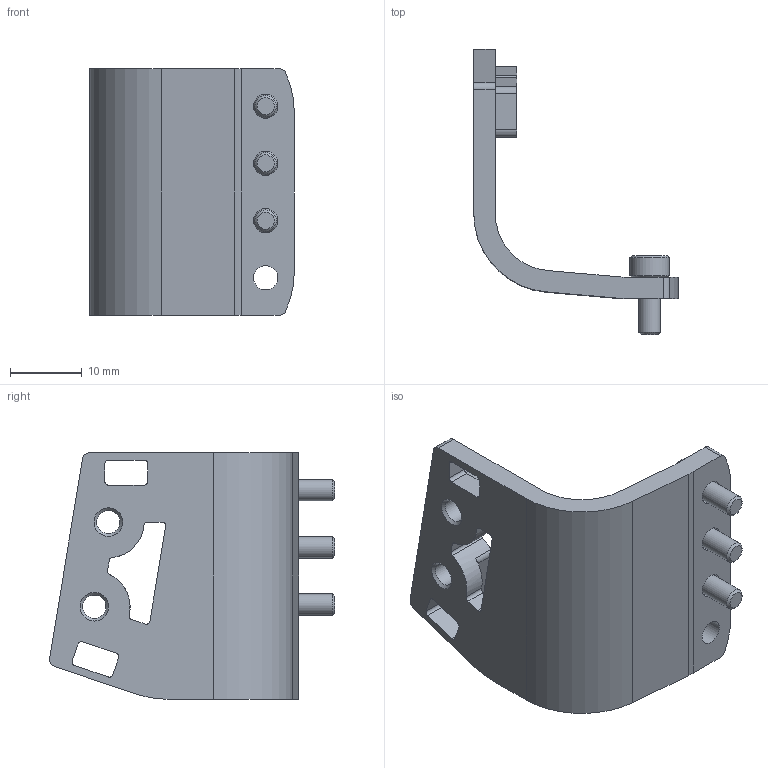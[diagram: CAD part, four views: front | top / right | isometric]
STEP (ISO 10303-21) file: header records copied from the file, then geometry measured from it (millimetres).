
FILE_DESCRIPTION(/* description */ ('STEP AP214'),/* implementation_level */ '2;1');
FILE_NAME(/* name */ '3899099_DHAS-MA-B6-80',/* time_stamp */ '2024-08-19T11:47:05+02:00',/* author */ ('License CC BY-ND 4.0'),/* organization */ ('CADENAS'),/* preprocessor_version */ 'ST-DEVELOPER v19.3',/* originating_system */ 'PARTsolutions',/* authorisation */ ' ');
FILE_SCHEMA (('AUTOMOTIVE_DESIGN {1 0 10303 214 3 1 1}'));
Length unit declared in the file: millimetre
Products named in the file (3): 3899099 DHAS-MA-B6-80; 3899099 DHAS-MA-B6-80---(winkel); ISO-4762 M3x8
Assembly tree (4 placements, depth 2):
  3899099 DHAS-MA-B6-80
    3899099 DHAS-MA-B6-80---(winkel)
    ISO-4762 M3x8  x3
Bounding box: 28.6 x 39.87 x 34.5 mm (x, y, z)
Volume: 5650.1 mm3; surface area: 4970.7 mm2
Topology: 4 solids, 4 shells, 162 faces, 419 edges, 268 vertices
Faces by surface type: plane 76, cylinder 49, cone 37
Full cylindrical faces by diameter (mm): 3 x3, 3.242 x2, 3.4 x4, 5.5 x3
Entity records: 3414 total; most frequent: DIRECTION 598, CARTESIAN_POINT 592, ORIENTED_EDGE 540, EDGE_CURVE 270, AXIS2_PLACEMENT_3D 223, VERTEX_POINT 187, LINE 152, VECTOR 152
